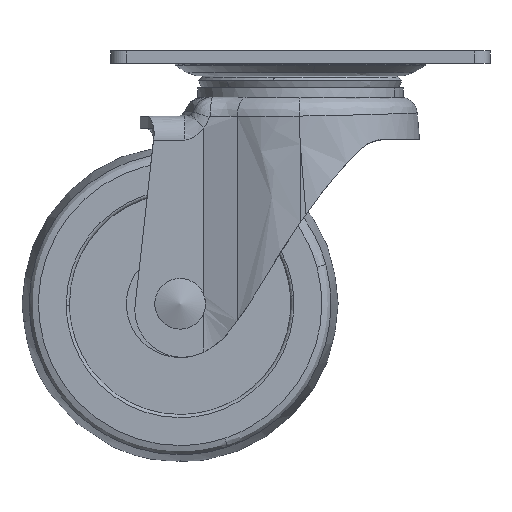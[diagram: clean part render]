
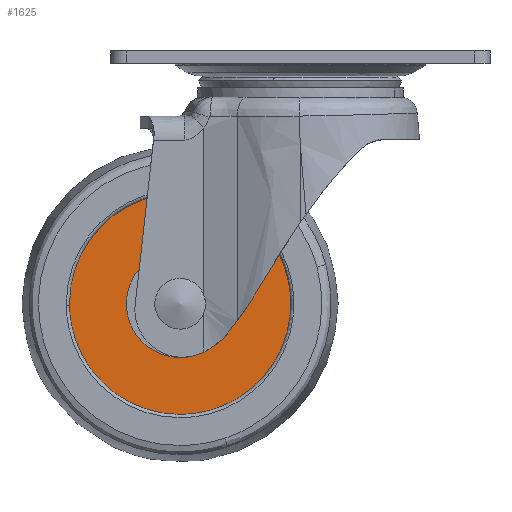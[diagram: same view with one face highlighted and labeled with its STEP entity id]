
A CAD part, front view. The second image highlights one B-rep face of the part: STEP entity #1625.
In plain terms, the highlighted free-form (B-spline) face has degree [1, 1] with [2, 2] control points.
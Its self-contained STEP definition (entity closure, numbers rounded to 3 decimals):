
#66=CARTESIAN_POINT('',(-10.559,-9.5,-38.997));
#67=VERTEX_POINT('',#66);
#68=CARTESIAN_POINT('',(-19.0,-9.5,-48.5));
#69=VERTEX_POINT('',#68);
#70=CARTESIAN_POINT('',(-10.559,-9.5,-38.997));
#71=CARTESIAN_POINT('',(-10.5,-9.5,-39.497));
#72=CARTESIAN_POINT('',(-10.5,-9.5,-40.));
#73=CARTESIAN_POINT('',(-10.5,-9.5,-48.5));
#74=CARTESIAN_POINT('',(-19.0,-9.5,-48.5));
#82=(BOUNDED_CURVE()B_SPLINE_CURVE(2,(#70,#71,#72,#73,#74),.UNSPECIFIED.,.F.,.U.)B_SPLINE_CURVE_WITH_KNOTS((3,2,3),(0.23,0.25,0.5),.UNSPECIFIED.)CURVE()GEOMETRIC_REPRESENTATION_ITEM()RATIONAL_B_SPLINE_CURVE((0.956,0.976,1.0,0.707,1.0))REPRESENTATION_ITEM(''));
#83=EDGE_CURVE('',#67,#69,#82,.T.);
#124=CARTESIAN_POINT('',(-27.484,-9.5,-40.519));
#125=VERTEX_POINT('',#124);
#131=CARTESIAN_POINT('',(-19.0,-9.5,-48.5));
#132=CARTESIAN_POINT('',(-26.996,-9.5,-48.5));
#133=CARTESIAN_POINT('',(-27.484,-9.5,-40.519));
#141=(BOUNDED_CURVE()B_SPLINE_CURVE(2,(#131,#132,#133),.UNSPECIFIED.,.F.,.U.)B_SPLINE_CURVE_WITH_KNOTS((3,3),(0.5,0.739),.UNSPECIFIED.)CURVE()GEOMETRIC_REPRESENTATION_ITEM()RATIONAL_B_SPLINE_CURVE((1.0,0.72,0.976))REPRESENTATION_ITEM(''));
#142=EDGE_CURVE('',#69,#125,#141,.T.);
#165=CARTESIAN_POINT('',(-19.0,-9.5,-31.5));
#166=VERTEX_POINT('',#165);
#167=CARTESIAN_POINT('',(-19.0,-9.5,-31.5));
#168=CARTESIAN_POINT('',(-11.451,-9.5,-31.5));
#169=CARTESIAN_POINT('',(-10.559,-9.5,-38.997));
#177=(BOUNDED_CURVE()B_SPLINE_CURVE(2,(#167,#168,#169),.UNSPECIFIED.,.F.,.U.)B_SPLINE_CURVE_WITH_KNOTS((3,3),(0.0,0.23),.UNSPECIFIED.)CURVE()GEOMETRIC_REPRESENTATION_ITEM()RATIONAL_B_SPLINE_CURVE((1.0,0.731,0.956))REPRESENTATION_ITEM(''));
#178=EDGE_CURVE('',#166,#67,#177,.T.);
#180=CARTESIAN_POINT('',(-27.484,-9.5,-40.519));
#181=CARTESIAN_POINT('',(-27.5,-9.5,-40.26));
#182=CARTESIAN_POINT('',(-27.5,-9.5,-40.));
#183=CARTESIAN_POINT('',(-27.5,-9.5,-31.5));
#184=CARTESIAN_POINT('',(-19.0,-9.5,-31.5));
#192=(BOUNDED_CURVE()B_SPLINE_CURVE(2,(#180,#181,#182,#183,#184),.UNSPECIFIED.,.F.,.U.)B_SPLINE_CURVE_WITH_KNOTS((3,2,3),(0.739,0.75,1.0),.UNSPECIFIED.)CURVE()GEOMETRIC_REPRESENTATION_ITEM()RATIONAL_B_SPLINE_CURVE((0.976,0.988,1.0,0.707,1.0))REPRESENTATION_ITEM(''));
#193=EDGE_CURVE('',#125,#166,#192,.T.);
#631=CARTESIAN_POINT('',(-1.543,-9.5,-38.78));
#632=VERTEX_POINT('',#631);
#633=CARTESIAN_POINT('',(-19.0,-9.5,-57.5));
#634=VERTEX_POINT('',#633);
#635=CARTESIAN_POINT('',(-1.543,-9.5,-38.78));
#636=CARTESIAN_POINT('',(-1.5,-9.5,-39.39));
#637=CARTESIAN_POINT('',(-1.5,-9.5,-40.));
#638=CARTESIAN_POINT('',(-1.5,-9.5,-57.5));
#639=CARTESIAN_POINT('',(-19.0,-9.5,-57.5));
#647=(BOUNDED_CURVE()B_SPLINE_CURVE(2,(#635,#636,#637,#638,#639),.UNSPECIFIED.,.F.,.U.)B_SPLINE_CURVE_WITH_KNOTS((3,2,3),(0.238,0.25,0.5),.UNSPECIFIED.)CURVE()GEOMETRIC_REPRESENTATION_ITEM()RATIONAL_B_SPLINE_CURVE((0.973,0.986,1.0,0.707,1.0))REPRESENTATION_ITEM(''));
#648=EDGE_CURVE('',#632,#634,#647,.T.);
#650=CARTESIAN_POINT('',(-36.498,-9.5,-40.22));
#651=VERTEX_POINT('',#650);
#652=CARTESIAN_POINT('',(-19.0,-9.5,-57.5));
#653=CARTESIAN_POINT('',(-36.281,-9.5,-57.5));
#654=CARTESIAN_POINT('',(-36.498,-9.5,-40.22));
#662=(BOUNDED_CURVE()B_SPLINE_CURVE(2,(#652,#653,#654),.UNSPECIFIED.,.F.,.U.)B_SPLINE_CURVE_WITH_KNOTS((3,3),(0.5,0.748),.UNSPECIFIED.)CURVE()GEOMETRIC_REPRESENTATION_ITEM()RATIONAL_B_SPLINE_CURVE((1.0,0.71,0.995))REPRESENTATION_ITEM(''));
#663=EDGE_CURVE('',#634,#651,#662,.T.);
#751=CARTESIAN_POINT('',(-19.0,-9.5,-22.501));
#752=VERTEX_POINT('',#751);
#753=CARTESIAN_POINT('',(-19.0,-9.5,-22.501));
#754=CARTESIAN_POINT('',(-2.681,-9.5,-22.501));
#755=CARTESIAN_POINT('',(-1.543,-9.5,-38.78));
#763=(BOUNDED_CURVE()B_SPLINE_CURVE(2,(#753,#754,#755),.UNSPECIFIED.,.F.,.U.)B_SPLINE_CURVE_WITH_KNOTS((3,3),(0.0,0.238),.UNSPECIFIED.)CURVE()GEOMETRIC_REPRESENTATION_ITEM()RATIONAL_B_SPLINE_CURVE((1.0,0.721,0.973))REPRESENTATION_ITEM(''));
#764=EDGE_CURVE('',#752,#632,#763,.T.);
#798=CARTESIAN_POINT('',(-36.498,-9.5,-40.22));
#799=CARTESIAN_POINT('',(-36.5,-9.5,-40.11));
#800=CARTESIAN_POINT('',(-36.5,-9.5,-40.));
#801=CARTESIAN_POINT('',(-36.5,-9.5,-22.501));
#802=CARTESIAN_POINT('',(-19.0,-9.5,-22.501));
#810=(BOUNDED_CURVE()B_SPLINE_CURVE(2,(#798,#799,#800,#801,#802),.UNSPECIFIED.,.F.,.U.)B_SPLINE_CURVE_WITH_KNOTS((3,2,3),(0.748,0.75,1.0),.UNSPECIFIED.)CURVE()GEOMETRIC_REPRESENTATION_ITEM()RATIONAL_B_SPLINE_CURVE((0.995,0.997,1.0,0.707,1.0))REPRESENTATION_ITEM(''));
#811=EDGE_CURVE('',#651,#752,#810,.T.);
#1608=CARTESIAN_POINT('',(-38.246,-9.5,-20.752));
#1609=CARTESIAN_POINT('',(-38.246,-9.5,-59.249));
#1610=CARTESIAN_POINT('',(0.246,-9.5,-20.752));
#1611=CARTESIAN_POINT('',(0.246,-9.5,-59.249));
#1612=B_SPLINE_SURFACE_WITH_KNOTS('',1,1,((#1608,#1610),(#1609,#1611)),.UNSPECIFIED.,.F.,.F.,.U.,(2,2),(2,2),(0.0,38.496),(0.0,38.492),.UNSPECIFIED.);
#1613=ORIENTED_EDGE('',*,*,#811,.F.);
#1614=ORIENTED_EDGE('',*,*,#663,.F.);
#1615=ORIENTED_EDGE('',*,*,#648,.F.);
#1616=ORIENTED_EDGE('',*,*,#764,.F.);
#1617=EDGE_LOOP('',(#1613,#1614,#1615,#1616));
#1618=FACE_OUTER_BOUND('',#1617,.T.);
#1619=ORIENTED_EDGE('',*,*,#142,.T.);
#1620=ORIENTED_EDGE('',*,*,#193,.T.);
#1621=ORIENTED_EDGE('',*,*,#178,.T.);
#1622=ORIENTED_EDGE('',*,*,#83,.T.);
#1623=EDGE_LOOP('',(#1619,#1620,#1621,#1622));
#1624=FACE_BOUND('',#1623,.T.);
#1625=ADVANCED_FACE('',(#1618,#1624),#1612,.T.);
